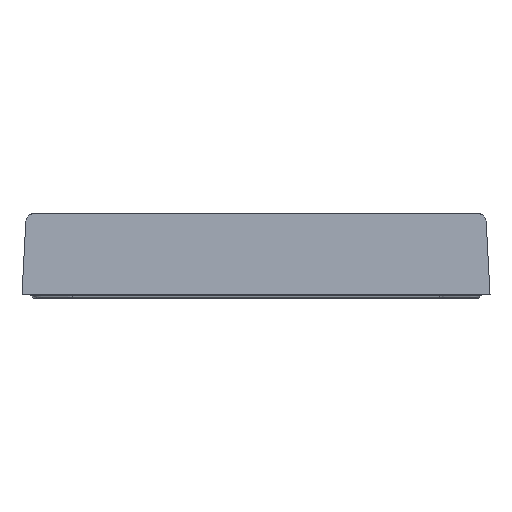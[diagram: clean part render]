
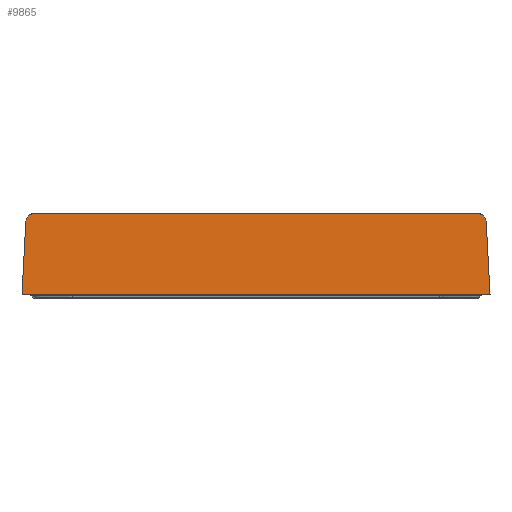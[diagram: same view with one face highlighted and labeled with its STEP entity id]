
A CAD part, left-side view. The second image highlights one B-rep face of the part: STEP entity #9865.
In plain terms, the highlighted planar face has unit normal (-0.999, 0, 0.052).
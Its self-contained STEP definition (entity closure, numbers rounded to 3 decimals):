
#5225=FACE_OUTER_BOUND('',#19329,.T.);
#9865=ADVANCED_FACE('',(#5225),#14057,.T.);
#14057=PLANE('',#74022);
#19329=EDGE_LOOP('',(#51130,#51131,#51132,#51133,#51134,#51135));
#20670=LINE('',#101261,#28545);
#20678=LINE('',#101286,#28553);
#20688=LINE('',#101367,#28563);
#26306=LINE('',#118798,#34185);
#28545=VECTOR('',#76663,1.);
#28553=VECTOR('',#76681,1.);
#28563=VECTOR('',#76711,1.);
#34185=VECTOR('',#89855,1.);
#51130=ORIENTED_EDGE('',*,*,#60858,.F.);
#51131=ORIENTED_EDGE('',*,*,#67345,.T.);
#51132=ORIENTED_EDGE('',*,*,#60791,.T.);
#51133=ORIENTED_EDGE('',*,*,#60803,.F.);
#51134=ORIENTED_EDGE('',*,*,#60810,.T.);
#51135=ORIENTED_EDGE('',*,*,#60825,.T.);
#55518=VERTEX_POINT('',#101262);
#55519=VERTEX_POINT('',#101263);
#55530=VERTEX_POINT('',#101287);
#55536=VERTEX_POINT('',#101318);
#55550=VERTEX_POINT('',#101366);
#55575=VERTEX_POINT('',#101443);
#60791=EDGE_CURVE('',#55518,#55519,#20670,.T.);
#60803=EDGE_CURVE('',#55530,#55519,#20678,.T.);
#60810=EDGE_CURVE('',#55530,#55536,#69366,.T.);
#60825=EDGE_CURVE('',#55536,#55550,#20688,.T.);
#60858=EDGE_CURVE('',#55575,#55550,#69369,.T.);
#67345=EDGE_CURVE('',#55575,#55518,#26306,.T.);
#69366=ELLIPSE('',#70252,1.001,1.);
#69369=ELLIPSE('',#70281,1.001,1.);
#70252=AXIS2_PLACEMENT_3D('',#101319,#76688,#76689);
#70281=AXIS2_PLACEMENT_3D('',#101444,#76763,#76764);
#74022=AXIS2_PLACEMENT_3D('',#118799,#89856,#89857);
#76663=DIRECTION('',(0.,-1.,0.));
#76681=DIRECTION('',(-0.052,-0.052,-0.997));
#76688=DIRECTION('',(-0.999,0.,0.052));
#76689=DIRECTION('',(0.052,0.,0.999));
#76711=DIRECTION('',(0.,1.,0.));
#76763=DIRECTION('',(0.999,0.,-0.052));
#76764=DIRECTION('',(-0.052,0.,-0.999));
#89855=DIRECTION('',(-0.052,0.052,-0.997));
#89856=DIRECTION('',(-0.999,0.,0.052));
#89857=DIRECTION('',(0.,1.,0.));
#101261=CARTESIAN_POINT('',(-142.5,30.5,0.));
#101262=CARTESIAN_POINT('',(-142.5,30.5,0.));
#101263=CARTESIAN_POINT('',(-142.5,-30.5,0.));
#101286=CARTESIAN_POINT('',(-141.999,-29.999,9.552));
#101287=CARTESIAN_POINT('',(-141.999,-29.999,9.552));
#101318=CARTESIAN_POINT('',(-141.95,-29.001,10.5));
#101319=CARTESIAN_POINT('',(-142.002,-29.001,9.5));
#101366=CARTESIAN_POINT('',(-141.95,29.001,10.5));
#101367=CARTESIAN_POINT('',(-141.95,-29.001,10.5));
#101443=CARTESIAN_POINT('',(-141.999,29.999,9.552));
#101444=CARTESIAN_POINT('',(-142.002,29.001,9.5));
#118798=CARTESIAN_POINT('',(-141.999,29.999,9.552));
#118799=CARTESIAN_POINT('',(-142.5,32.7,0.));
